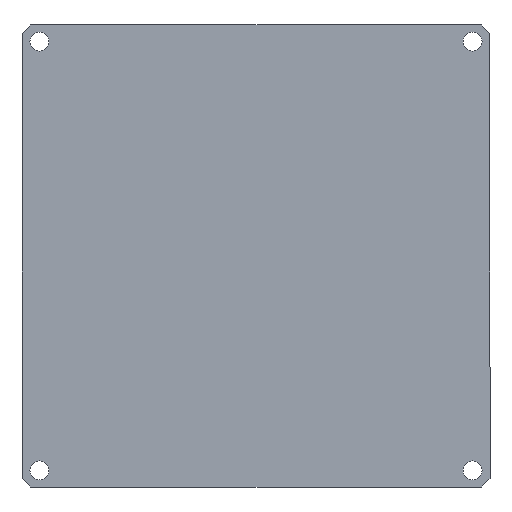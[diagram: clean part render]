
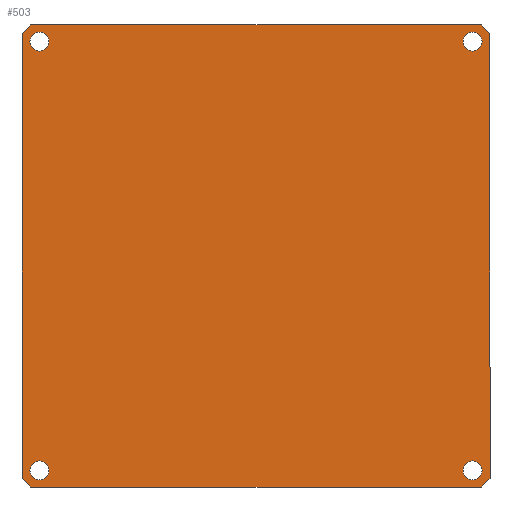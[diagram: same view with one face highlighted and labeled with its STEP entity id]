
A CAD part, top view. The second image highlights one B-rep face of the part: STEP entity #503.
In plain terms, the highlighted planar face has unit normal (0, 0, 1).
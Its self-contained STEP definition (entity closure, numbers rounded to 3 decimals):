
#1 = CARTESIAN_POINT ( 'NONE',  ( -78.5, -74.5, 2. ) ) ;
#2 = VERTEX_POINT ( 'NONE', #38 ) ;
#10 = AXIS2_PLACEMENT_3D ( 'NONE', #289, #624, #336 ) ;
#19 = CARTESIAN_POINT ( 'NONE',  ( 69.475, 71.9, 2. ) ) ;
#22 = LINE ( 'NONE', #1, #552 ) ;
#24 = VECTOR ( 'NONE', #102, 1000. ) ;
#28 = DIRECTION ( 'NONE',  ( 1., 0., 0. ) ) ;
#30 = EDGE_CURVE ( 'NONE', #487, #33, #196, .T. ) ;
#31 = CIRCLE ( 'NONE', #165, 3.175 ) ;
#33 = VERTEX_POINT ( 'NONE', #474 ) ;
#36 = DIRECTION ( 'NONE',  ( 0., 0., 1. ) ) ;
#38 = CARTESIAN_POINT ( 'NONE',  ( 75.5, 77.5, 2. ) ) ;
#59 = VERTEX_POINT ( 'NONE', #574 ) ;
#65 = AXIS2_PLACEMENT_3D ( 'NONE', #311, #360, #266 ) ;
#66 = CIRCLE ( 'NONE', #428, 3.175 ) ;
#68 = FACE_BOUND ( 'NONE', #577, .T. ) ;
#73 = DIRECTION ( 'NONE',  ( 0., -1., 0. ) ) ;
#74 = EDGE_CURVE ( 'NONE', #502, #397, #325, .T. ) ;
#77 = ORIENTED_EDGE ( 'NONE', *, *, #74, .T. ) ;
#78 = DIRECTION ( 'NONE',  ( 1., 0., 0. ) ) ;
#79 = ORIENTED_EDGE ( 'NONE', *, *, #481, .T. ) ;
#80 = EDGE_LOOP ( 'NONE', ( #339, #368, #529, #79, #191, #545, #77, #226 ) ) ;
#87 = VECTOR ( 'NONE', #300, 1000. ) ;
#90 = CARTESIAN_POINT ( 'NONE',  ( -72.65, 71.9, 2. ) ) ;
#100 = CARTESIAN_POINT ( 'NONE',  ( 75.825, 71.9, 2. ) ) ;
#102 = DIRECTION ( 'NONE',  ( 0.707, 0.707, 0. ) ) ;
#117 = ORIENTED_EDGE ( 'NONE', *, *, #426, .F. ) ;
#131 = ORIENTED_EDGE ( 'NONE', *, *, #149, .F. ) ;
#137 = CARTESIAN_POINT ( 'NONE',  ( 78.5, 74.5, 2. ) ) ;
#145 = CARTESIAN_POINT ( 'NONE',  ( -75.825, -71.9, 2. ) ) ;
#149 = EDGE_CURVE ( 'NONE', #477, #563, #575, .T. ) ;
#156 = DIRECTION ( 'NONE',  ( 0., 0., 1. ) ) ;
#158 = CARTESIAN_POINT ( 'NONE',  ( 78.5, 74.5, 2. ) ) ;
#161 = DIRECTION ( 'NONE',  ( 1., 0., 0. ) ) ;
#162 = EDGE_CURVE ( 'NONE', #358, #559, #179, .T. ) ;
#165 = AXIS2_PLACEMENT_3D ( 'NONE', #324, #560, #369 ) ;
#168 = ORIENTED_EDGE ( 'NONE', *, *, #30, .F. ) ;
#179 = CIRCLE ( 'NONE', #10, 3.175 ) ;
#185 = DIRECTION ( 'NONE',  ( 0.707, -0.707, 0. ) ) ;
#186 = CARTESIAN_POINT ( 'NONE',  ( -78.5, 74.5, 2. ) ) ;
#189 = EDGE_CURVE ( 'NONE', #414, #309, #569, .T. ) ;
#190 = CARTESIAN_POINT ( 'NONE',  ( -75.5, 77.5, 2. ) ) ;
#191 = ORIENTED_EDGE ( 'NONE', *, *, #303, .T. ) ;
#193 = CARTESIAN_POINT ( 'NONE',  ( -78.5, 74.5, 2. ) ) ;
#196 = CIRCLE ( 'NONE', #595, 3.175 ) ;
#199 = CARTESIAN_POINT ( 'NONE',  ( -78.5, 74.5, 2. ) ) ;
#201 = AXIS2_PLACEMENT_3D ( 'NONE', #271, #36, #469 ) ;
#212 = CARTESIAN_POINT ( 'NONE',  ( 75.5, 77.5, 2. ) ) ;
#214 = PLANE ( 'NONE',  #507 ) ;
#216 = LINE ( 'NONE', #212, #431 ) ;
#221 = CARTESIAN_POINT ( 'NONE',  ( 0., 153., 2. ) ) ;
#226 = ORIENTED_EDGE ( 'NONE', *, *, #526, .T. ) ;
#227 = EDGE_CURVE ( 'NONE', #327, #59, #342, .T. ) ;
#228 = DIRECTION ( 'NONE',  ( 1., 0., 0. ) ) ;
#233 = EDGE_LOOP ( 'NONE', ( #472, #518 ) ) ;
#234 = DIRECTION ( 'NONE',  ( 1., 0., 0. ) ) ;
#235 = CARTESIAN_POINT ( 'NONE',  ( 72.65, -71.9, 2. ) ) ;
#250 = DIRECTION ( 'NONE',  ( -1., 0., 0. ) ) ;
#266 = DIRECTION ( 'NONE',  ( 1., 0., 0. ) ) ;
#268 = VECTOR ( 'NONE', #250, 1000. ) ;
#271 = CARTESIAN_POINT ( 'NONE',  ( -72.65, 71.9, 2. ) ) ;
#273 = DIRECTION ( 'NONE',  ( 0., 0., 1. ) ) ;
#278 = VERTEX_POINT ( 'NONE', #137 ) ;
#289 = CARTESIAN_POINT ( 'NONE',  ( 72.65, 71.9, 2. ) ) ;
#290 = LINE ( 'NONE', #557, #567 ) ;
#291 = EDGE_CURVE ( 'NONE', #2, #414, #404, .T. ) ;
#294 = CARTESIAN_POINT ( 'NONE',  ( 78.5, -74.5, 2. ) ) ;
#300 = DIRECTION ( 'NONE',  ( -0.707, -0.707, 0. ) ) ;
#301 = CARTESIAN_POINT ( 'NONE',  ( 75.5, -77.5, 2. ) ) ;
#303 = EDGE_CURVE ( 'NONE', #583, #383, #22, .T. ) ;
#309 = VERTEX_POINT ( 'NONE', #193 ) ;
#311 = CARTESIAN_POINT ( 'NONE',  ( -72.65, -71.9, 2. ) ) ;
#316 = FACE_OUTER_BOUND ( 'NONE', #80, .T. ) ;
#321 = AXIS2_PLACEMENT_3D ( 'NONE', #449, #156, #504 ) ;
#324 = CARTESIAN_POINT ( 'NONE',  ( 72.65, 71.9, 2. ) ) ;
#325 = LINE ( 'NONE', #301, #24 ) ;
#327 = VERTEX_POINT ( 'NONE', #145 ) ;
#333 = EDGE_LOOP ( 'NONE', ( #576, #616 ) ) ;
#336 = DIRECTION ( 'NONE',  ( 1., 0., 0. ) ) ;
#339 = ORIENTED_EDGE ( 'NONE', *, *, #513, .T. ) ;
#340 = FACE_BOUND ( 'NONE', #584, .T. ) ;
#342 = CIRCLE ( 'NONE', #65, 3.175 ) ;
#355 = CIRCLE ( 'NONE', #201, 3.175 ) ;
#358 = VERTEX_POINT ( 'NONE', #100 ) ;
#360 = DIRECTION ( 'NONE',  ( 0., 0., 1. ) ) ;
#362 = DIRECTION ( 'NONE',  ( 0., 1., 0. ) ) ;
#368 = ORIENTED_EDGE ( 'NONE', *, *, #291, .T. ) ;
#369 = DIRECTION ( 'NONE',  ( 1., 0., 0. ) ) ;
#383 = VERTEX_POINT ( 'NONE', #580 ) ;
#387 = AXIS2_PLACEMENT_3D ( 'NONE', #235, #628, #234 ) ;
#397 = VERTEX_POINT ( 'NONE', #294 ) ;
#401 = VECTOR ( 'NONE', #362, 1000. ) ;
#402 = CARTESIAN_POINT ( 'NONE',  ( -72.65, -71.9, 2. ) ) ;
#404 = LINE ( 'NONE', #190, #268 ) ;
#409 = DIRECTION ( 'NONE',  ( 0., 0., 1. ) ) ;
#410 = DIRECTION ( 'NONE',  ( -0.707, 0.707, 0. ) ) ;
#412 = CARTESIAN_POINT ( 'NONE',  ( 75.5, -77.5, 2. ) ) ;
#414 = VERTEX_POINT ( 'NONE', #442 ) ;
#423 = DIRECTION ( 'NONE',  ( 0., 0., 1. ) ) ;
#426 = EDGE_CURVE ( 'NONE', #563, #477, #599, .T. ) ;
#428 = AXIS2_PLACEMENT_3D ( 'NONE', #402, #409, #28 ) ;
#431 = VECTOR ( 'NONE', #410, 1000. ) ;
#432 = LINE ( 'NONE', #199, #629 ) ;
#442 = CARTESIAN_POINT ( 'NONE',  ( -75.5, 77.5, 2. ) ) ;
#448 = CARTESIAN_POINT ( 'NONE',  ( -69.475, 71.9, 2. ) ) ;
#449 = CARTESIAN_POINT ( 'NONE',  ( 72.65, -71.9, 2. ) ) ;
#469 = DIRECTION ( 'NONE',  ( 1., 0., 0. ) ) ;
#472 = ORIENTED_EDGE ( 'NONE', *, *, #506, .F. ) ;
#474 = CARTESIAN_POINT ( 'NONE',  ( -75.825, 71.9, 2. ) ) ;
#477 = VERTEX_POINT ( 'NONE', #594 ) ;
#481 = EDGE_CURVE ( 'NONE', #309, #583, #432, .T. ) ;
#483 = FACE_BOUND ( 'NONE', #233, .T. ) ;
#487 = VERTEX_POINT ( 'NONE', #448 ) ;
#502 = VERTEX_POINT ( 'NONE', #412 ) ;
#503 = ADVANCED_FACE ( 'NONE', ( #613, #340, #316, #483, #68 ), #214, .T. ) ;
#504 = DIRECTION ( 'NONE',  ( 1., 0., 0. ) ) ;
#506 = EDGE_CURVE ( 'NONE', #559, #358, #31, .T. ) ;
#507 = AXIS2_PLACEMENT_3D ( 'NONE', #221, #273, #78 ) ;
#511 = ORIENTED_EDGE ( 'NONE', *, *, #612, .F. ) ;
#513 = EDGE_CURVE ( 'NONE', #278, #2, #216, .T. ) ;
#517 = LINE ( 'NONE', #158, #401 ) ;
#518 = ORIENTED_EDGE ( 'NONE', *, *, #162, .F. ) ;
#526 = EDGE_CURVE ( 'NONE', #397, #278, #517, .T. ) ;
#529 = ORIENTED_EDGE ( 'NONE', *, *, #189, .T. ) ;
#545 = ORIENTED_EDGE ( 'NONE', *, *, #546, .T. ) ;
#546 = EDGE_CURVE ( 'NONE', #383, #502, #290, .T. ) ;
#552 = VECTOR ( 'NONE', #185, 1000. ) ;
#556 = CARTESIAN_POINT ( 'NONE',  ( 69.475, -71.9, 2. ) ) ;
#557 = CARTESIAN_POINT ( 'NONE',  ( -75.5, -77.5, 2. ) ) ;
#559 = VERTEX_POINT ( 'NONE', #19 ) ;
#560 = DIRECTION ( 'NONE',  ( 0., 0., 1. ) ) ;
#563 = VERTEX_POINT ( 'NONE', #556 ) ;
#567 = VECTOR ( 'NONE', #161, 1000. ) ;
#569 = LINE ( 'NONE', #186, #87 ) ;
#574 = CARTESIAN_POINT ( 'NONE',  ( -69.475, -71.9, 2. ) ) ;
#575 = CIRCLE ( 'NONE', #387, 3.175 ) ;
#576 = ORIENTED_EDGE ( 'NONE', *, *, #227, .F. ) ;
#577 = EDGE_LOOP ( 'NONE', ( #117, #131 ) ) ;
#580 = CARTESIAN_POINT ( 'NONE',  ( -75.5, -77.5, 2. ) ) ;
#583 = VERTEX_POINT ( 'NONE', #604 ) ;
#584 = EDGE_LOOP ( 'NONE', ( #511, #168 ) ) ;
#591 = EDGE_CURVE ( 'NONE', #59, #327, #66, .T. ) ;
#594 = CARTESIAN_POINT ( 'NONE',  ( 75.825, -71.9, 2. ) ) ;
#595 = AXIS2_PLACEMENT_3D ( 'NONE', #90, #423, #228 ) ;
#599 = CIRCLE ( 'NONE', #321, 3.175 ) ;
#604 = CARTESIAN_POINT ( 'NONE',  ( -78.5, -74.5, 2. ) ) ;
#612 = EDGE_CURVE ( 'NONE', #33, #487, #355, .T. ) ;
#613 = FACE_BOUND ( 'NONE', #333, .T. ) ;
#616 = ORIENTED_EDGE ( 'NONE', *, *, #591, .F. ) ;
#624 = DIRECTION ( 'NONE',  ( 0., 0., 1. ) ) ;
#628 = DIRECTION ( 'NONE',  ( 0., 0., 1. ) ) ;
#629 = VECTOR ( 'NONE', #73, 1000. ) ;
